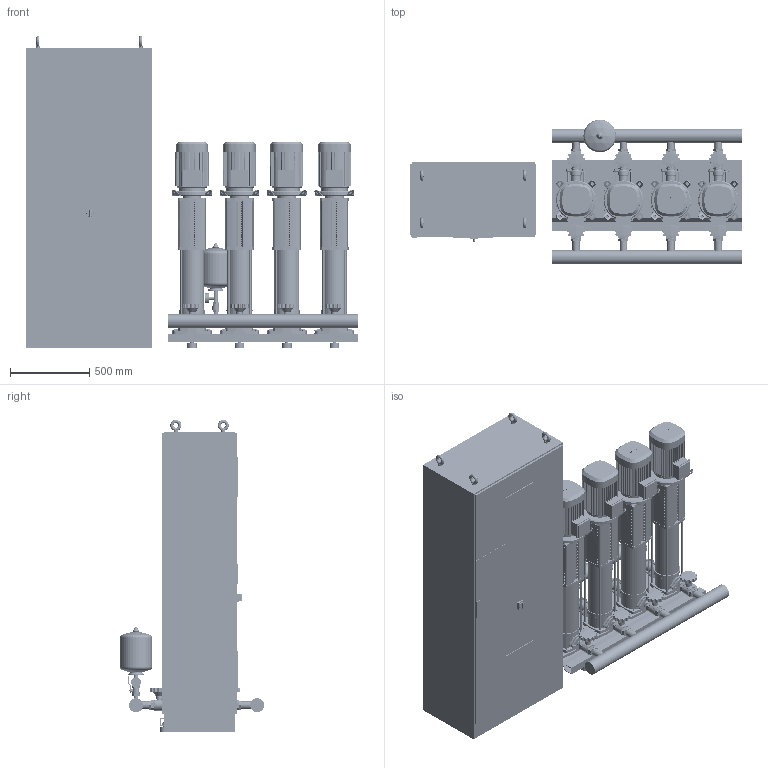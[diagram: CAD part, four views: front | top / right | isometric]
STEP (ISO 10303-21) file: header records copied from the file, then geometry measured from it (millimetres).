
FILE_DESCRIPTION((''),'2;1');
FILE_NAME('3d_SiBoostSmartFC4HELIXV1013-2536151.stp','2016-01-25T11:32:16',(''),(''),'Mechanical Desktop 2009','Mechanical Desktop 2009',', , ');
FILE_SCHEMA(('CONFIG_CONTROL_DESIGN'));
Length unit declared in the file: millimetre
Products named in the file (1): Product
Bounding box: 2100 x 914.45 x 1975 mm (x, y, z)
Volume: 866871775.8 mm3; surface area: 18025952.8 mm2
Topology: 209 solids, 209 shells, 7584 faces, 20074 edges, 13166 vertices
Faces by surface type: plane 3326, bspline 2098, cylinder 1698, cone 300, torus 132, sphere 30
Entity records: 250256 total; most frequent: CARTESIAN_POINT 62641, ORIENTED_EDGE 40108, DIRECTION 35976, EDGE_CURVE 20054, VECTOR 13322, LINE 13322, VERTEX_POINT 13158, AXIS2_PLACEMENT_3D 11327
